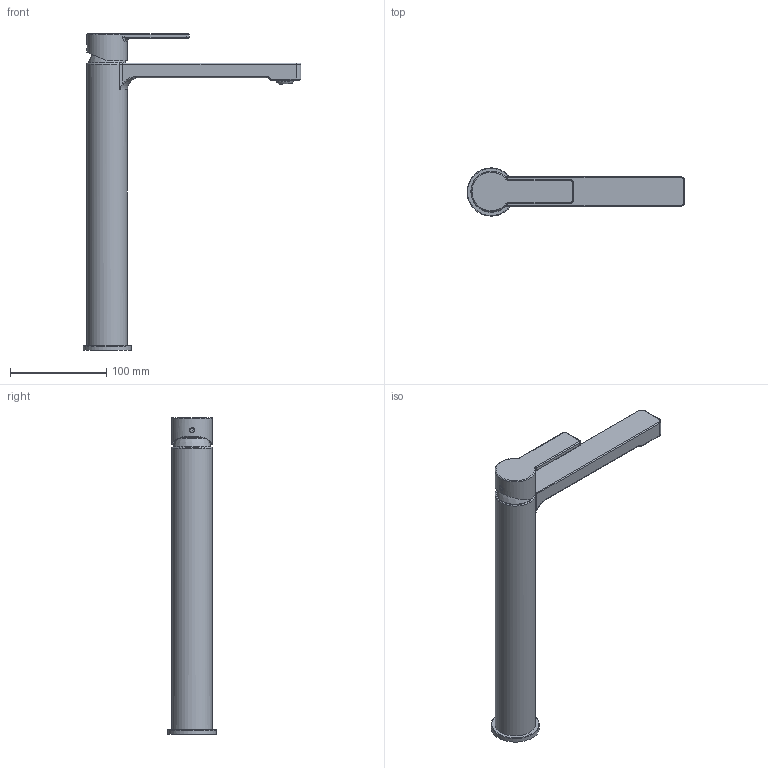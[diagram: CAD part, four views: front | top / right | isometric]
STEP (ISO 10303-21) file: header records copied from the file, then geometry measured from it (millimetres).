
FILE_DESCRIPTION(/* description */ (''),/* implementation_level */ '2;1');
FILE_NAME(/* name */ '3D_TVW103005000_Architectura_2.step',/* time_stamp */ '2023-01-11T14:34:00+01:00',/* author */ (''),/* organization */ (''),/* preprocessor_version */ 'ST-DEVELOPER v19.2',/* originating_system */ 'Autodesk Translation Framework v11.17.0.187',/* authorisation */ '');
FILE_SCHEMA (('AUTOMOTIVE_DESIGN { 1 0 10303 214 3 1 1 }'));
Length unit declared in the file: millimetre
Products named in the file (8): (Nicht gespeichert); 8ZG16363; 80N16494; 80M24123NP13; 8DZ16251; Komponente6; Komponente7; Komponente8
Assembly tree (7 placements, depth 2):
  (Nicht gespeichert)
    8ZG16363
    80N16494
    80M24123NP13
    8DZ16251
    Komponente6
    Komponente7
    Komponente8
Bounding box: 226 x 50 x 328.6 mm (x, y, z)
Volume: 522301.6 mm3; surface area: 81671.4 mm2
Topology: 4 solids, 8 shells, 179 faces, 425 edges, 262 vertices
Faces by surface type: plane 63, cylinder 43, torus 30, bspline 26, cone 14, sphere 3
Full cylindrical faces by diameter (mm): 3.3 x1, 4.2 x1, 5.1 x1, 5.2 x1, 25 x1, 30 x1, 30.8 x1, 38.5 x1, 39.6 x1, 42 x2, 50 x1
Entity records: 7506 total; most frequent: CARTESIAN_POINT 3138, DIRECTION 927, ORIENTED_EDGE 831, EDGE_CURVE 423, AXIS2_PLACEMENT_3D 370, VERTEX_POINT 262, EDGE_LOOP 192, CIRCLE 189
